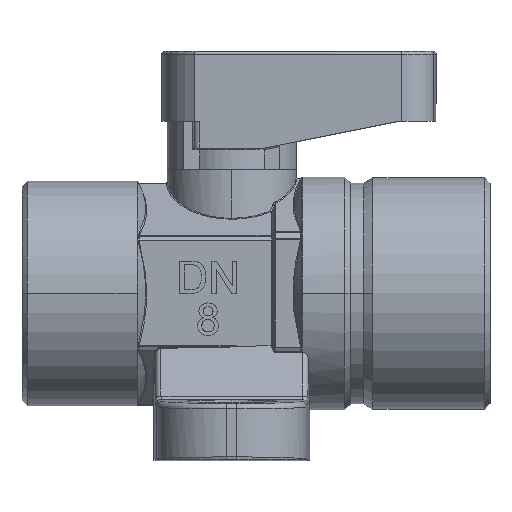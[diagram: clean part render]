
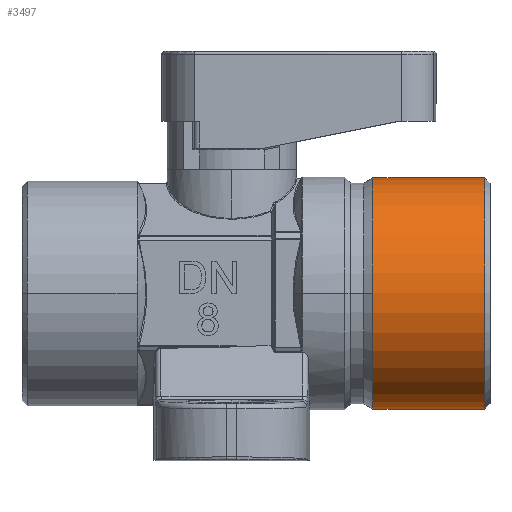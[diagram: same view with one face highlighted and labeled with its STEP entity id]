
A CAD part, top view. The second image highlights one B-rep face of the part: STEP entity #3497.
In plain terms, the highlighted cylindrical face has radius 10.75 mm (diameter 21.5 mm), a partial arc.
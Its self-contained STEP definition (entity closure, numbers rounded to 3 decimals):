
#818 = CARTESIAN_POINT ( 'NONE',  ( 13.116, 0., 0. ) ) ;
#819 = DIRECTION ( 'NONE',  ( 1., 0., 0. ) ) ;
#820 = DIRECTION ( 'NONE',  ( 0., 0., 1. ) ) ;
#1593 = CARTESIAN_POINT ( 'NONE',  ( 13.116, 0., 0. ) ) ;
#1594 = DIRECTION ( 'NONE',  ( 1., 0., 0. ) ) ;
#1595 = DIRECTION ( 'NONE',  ( 0., 0., 1. ) ) ;
#1878 = CARTESIAN_POINT ( 'NONE',  ( 5., 10.75, 0. ) ) ;
#1881 = DIRECTION ( 'NONE',  ( -1., 0., 0. ) ) ;
#1967 = CARTESIAN_POINT ( 'NONE',  ( 23.5, 0., 0. ) ) ;
#1969 = DIRECTION ( 'NONE',  ( -1., 0., 0. ) ) ;
#1970 = DIRECTION ( 'NONE',  ( 0., 1., 0. ) ) ;
#2092 = CARTESIAN_POINT ( 'NONE',  ( 5., -10.75, 0. ) ) ;
#2093 = DIRECTION ( 'NONE',  ( -1., 0., 0. ) ) ;
#3497 = ADVANCED_FACE ( 'NONE', ( #9101 ), #9080, .T. ) ;
#4593 = CARTESIAN_POINT ( 'NONE',  ( 23.5, -10.75, 0. ) ) ;
#4665 = CARTESIAN_POINT ( 'NONE',  ( 23.5, 10.75, 0. ) ) ;
#4666 = CARTESIAN_POINT ( 'NONE',  ( 13.116, 10.75, 0. ) ) ;
#4668 = CARTESIAN_POINT ( 'NONE',  ( 13.116, 0., 10.75 ) ) ;
#4669 = CARTESIAN_POINT ( 'NONE',  ( 13.116, -10.75, 0. ) ) ;
#4972 = CIRCLE ( 'NONE', #27442, 10.75 ) ;
#5996 = ORIENTED_EDGE ( 'NONE', *, *, #26772, .T. ) ;
#5997 = ORIENTED_EDGE ( 'NONE', *, *, #26697, .T. ) ;
#6001 = ORIENTED_EDGE ( 'NONE', *, *, #25515, .T. ) ;
#6002 = ORIENTED_EDGE ( 'NONE', *, *, #26302, .T. ) ;
#6003 = ORIENTED_EDGE ( 'NONE', *, *, #26925, .F. ) ;
#9080 = CYLINDRICAL_SURFACE ( 'NONE', #26897, 10.75 ) ;
#9101 = FACE_OUTER_BOUND ( 'NONE', #24456, .T. ) ;
#16580 = VERTEX_POINT ( 'NONE', #4669 ) ;
#16581 = VERTEX_POINT ( 'NONE', #4668 ) ;
#16583 = VERTEX_POINT ( 'NONE', #4666 ) ;
#16584 = VERTEX_POINT ( 'NONE', #4665 ) ;
#16641 = VERTEX_POINT ( 'NONE', #4593 ) ;
#19000 = DIRECTION ( 'NONE',  ( 0., -1., 0. ) ) ;
#19009 = DIRECTION ( 'NONE',  ( -1., 0., 0. ) ) ;
#19010 = CARTESIAN_POINT ( 'NONE',  ( 5., 0., 0. ) ) ;
#24456 = EDGE_LOOP ( 'NONE', ( #5996, #5997, #6001, #6002, #6003 ) ) ;
#24743 = VECTOR ( 'NONE', #2093, 1000. ) ;
#24746 = LINE ( 'NONE', #2092, #24743 ) ;
#24789 = CIRCLE ( 'NONE', #27384, 10.75 ) ;
#24823 = VECTOR ( 'NONE', #1881, 1000. ) ;
#24828 = LINE ( 'NONE', #1878, #24823 ) ;
#24911 = CIRCLE ( 'NONE', #27403, 10.75 ) ;
#25515 = EDGE_CURVE ( 'NONE', #16583, #16581, #4972, .T. ) ;
#26302 = EDGE_CURVE ( 'NONE', #16581, #16580, #24911, .T. ) ;
#26697 = EDGE_CURVE ( 'NONE', #16584, #16583, #24828, .T. ) ;
#26772 = EDGE_CURVE ( 'NONE', #16641, #16584, #24789, .T. ) ;
#26897 = AXIS2_PLACEMENT_3D ( 'NONE', #19010, #19009, #19000 ) ;
#26925 = EDGE_CURVE ( 'NONE', #16641, #16580, #24746, .T. ) ;
#27384 = AXIS2_PLACEMENT_3D ( 'NONE', #1967, #1969, #1970 ) ;
#27403 = AXIS2_PLACEMENT_3D ( 'NONE', #1593, #1594, #1595 ) ;
#27442 = AXIS2_PLACEMENT_3D ( 'NONE', #818, #819, #820 ) ;
